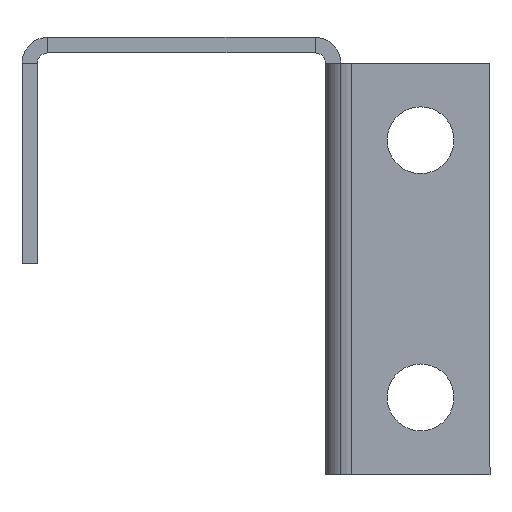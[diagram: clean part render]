
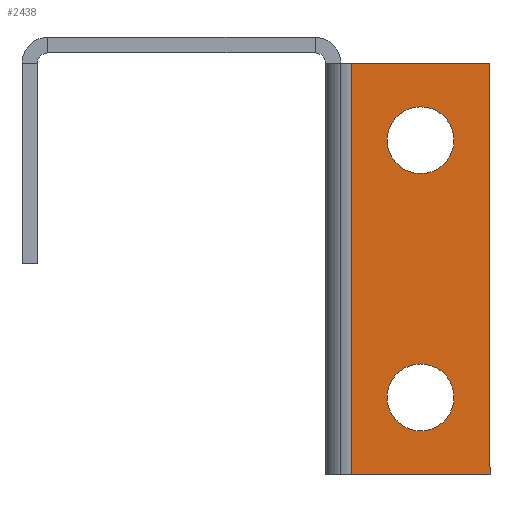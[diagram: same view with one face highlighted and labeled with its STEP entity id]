
A CAD part, left-side view. The second image highlights one B-rep face of the part: STEP entity #2438.
In plain terms, the highlighted planar face has unit normal (-1, 0, 0).
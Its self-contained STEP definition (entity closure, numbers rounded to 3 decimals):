
#23 = EDGE_CURVE ( 'NONE', #2689, #1231, #6049, .T. ) ;
#166 = FACE_BOUND ( 'NONE', #2630, .T. ) ;
#299 = ORIENTED_EDGE ( 'NONE', *, *, #5880, .F. ) ;
#385 = EDGE_CURVE ( 'NONE', #1836, #891, #4744, .T. ) ;
#578 = VERTEX_POINT ( 'NONE', #4254 ) ;
#605 = DIRECTION ( 'NONE',  ( 0., 0., 1. ) ) ;
#833 = VECTOR ( 'NONE', #4883, 1000. ) ;
#878 = CARTESIAN_POINT ( 'NONE',  ( -926.5, -42., -10. ) ) ;
#891 = VERTEX_POINT ( 'NONE', #1962 ) ;
#1090 = EDGE_CURVE ( 'NONE', #1231, #2689, #4856, .T. ) ;
#1151 = ORIENTED_EDGE ( 'NONE', *, *, #1739, .T. ) ;
#1154 = AXIS2_PLACEMENT_3D ( 'NONE', #1373, #4613, #4137 ) ;
#1231 = VERTEX_POINT ( 'NONE', #3502 ) ;
#1342 = VECTOR ( 'NONE', #5452, 1000. ) ;
#1373 = CARTESIAN_POINT ( 'NONE',  ( -926.5, -38.75, -10. ) ) ;
#1496 = CARTESIAN_POINT ( 'NONE',  ( -926.5, -32., -2.5 ) ) ;
#1686 = DIRECTION ( 'NONE',  ( 0., -1., 0. ) ) ;
#1739 = EDGE_CURVE ( 'NONE', #3918, #4981, #5992, .T. ) ;
#1772 = EDGE_LOOP ( 'NONE', ( #299, #2732, #3428, #1151 ) ) ;
#1836 = VERTEX_POINT ( 'NONE', #878 ) ;
#1961 = CARTESIAN_POINT ( 'NONE',  ( -926.5, -45.5, -2.5 ) ) ;
#1962 = CARTESIAN_POINT ( 'NONE',  ( -926.5, -35.5, -10. ) ) ;
#1973 = DIRECTION ( 'NONE',  ( 0., 0., 1. ) ) ;
#2053 = FACE_BOUND ( 'NONE', #4953, .T. ) ;
#2132 = CARTESIAN_POINT ( 'NONE',  ( -926.5, 0., -2.5 ) ) ;
#2241 = AXIS2_PLACEMENT_3D ( 'NONE', #5243, #3860, #3770 ) ;
#2244 = AXIS2_PLACEMENT_3D ( 'NONE', #5501, #5532, #3150 ) ;
#2438 = ADVANCED_FACE ( 'NONE', ( #2053, #166, #3898 ), #4878, .F. ) ;
#2495 = EDGE_CURVE ( 'NONE', #578, #3918, #4334, .T. ) ;
#2517 = DIRECTION ( 'NONE',  ( 0., 0., -1. ) ) ;
#2630 = EDGE_LOOP ( 'NONE', ( #4540, #4446 ) ) ;
#2651 = CARTESIAN_POINT ( 'NONE',  ( -926.5, -32., -42.5 ) ) ;
#2689 = VERTEX_POINT ( 'NONE', #3705 ) ;
#2732 = ORIENTED_EDGE ( 'NONE', *, *, #3966, .T. ) ;
#2959 = LINE ( 'NONE', #5347, #833 ) ;
#2983 = CARTESIAN_POINT ( 'NONE',  ( -926.5, -45.5, 0. ) ) ;
#3150 = DIRECTION ( 'NONE',  ( 0., -1., 0. ) ) ;
#3344 = AXIS2_PLACEMENT_3D ( 'NONE', #3591, #4068, #1686 ) ;
#3379 = VERTEX_POINT ( 'NONE', #2651 ) ;
#3428 = ORIENTED_EDGE ( 'NONE', *, *, #2495, .T. ) ;
#3502 = CARTESIAN_POINT ( 'NONE',  ( -926.5, -35.5, -35. ) ) ;
#3591 = CARTESIAN_POINT ( 'NONE',  ( -926.5, -38.75, -35. ) ) ;
#3705 = CARTESIAN_POINT ( 'NONE',  ( -926.5, -42., -35. ) ) ;
#3770 = DIRECTION ( 'NONE',  ( 0., -1., 0. ) ) ;
#3860 = DIRECTION ( 'NONE',  ( -1., 0., 0. ) ) ;
#3898 = FACE_OUTER_BOUND ( 'NONE', #1772, .T. ) ;
#3918 = VERTEX_POINT ( 'NONE', #1961 ) ;
#3928 = DIRECTION ( 'NONE',  ( 1., 0., 0. ) ) ;
#3966 = EDGE_CURVE ( 'NONE', #3379, #578, #2959, .T. ) ;
#4068 = DIRECTION ( 'NONE',  ( -1., 0., 0. ) ) ;
#4137 = DIRECTION ( 'NONE',  ( 0., -1., 0. ) ) ;
#4228 = VECTOR ( 'NONE', #605, 1000. ) ;
#4254 = CARTESIAN_POINT ( 'NONE',  ( -926.5, -45.5, -42.5 ) ) ;
#4295 = EDGE_CURVE ( 'NONE', #891, #1836, #4646, .T. ) ;
#4334 = LINE ( 'NONE', #2983, #4228 ) ;
#4446 = ORIENTED_EDGE ( 'NONE', *, *, #4295, .F. ) ;
#4540 = ORIENTED_EDGE ( 'NONE', *, *, #385, .F. ) ;
#4613 = DIRECTION ( 'NONE',  ( -1., 0., 0. ) ) ;
#4646 = CIRCLE ( 'NONE', #2241, 3.25 ) ;
#4744 = CIRCLE ( 'NONE', #1154, 3.25 ) ;
#4856 = CIRCLE ( 'NONE', #3344, 3.25 ) ;
#4878 = PLANE ( 'NONE',  #4954 ) ;
#4883 = DIRECTION ( 'NONE',  ( 0., -1., 0. ) ) ;
#4953 = EDGE_LOOP ( 'NONE', ( #5526, #5211 ) ) ;
#4954 = AXIS2_PLACEMENT_3D ( 'NONE', #5433, #3928, #2517 ) ;
#4981 = VERTEX_POINT ( 'NONE', #5105 ) ;
#5105 = CARTESIAN_POINT ( 'NONE',  ( -926.5, -32., -2.5 ) ) ;
#5211 = ORIENTED_EDGE ( 'NONE', *, *, #1090, .F. ) ;
#5224 = VECTOR ( 'NONE', #1973, 1000. ) ;
#5243 = CARTESIAN_POINT ( 'NONE',  ( -926.5, -38.75, -10. ) ) ;
#5347 = CARTESIAN_POINT ( 'NONE',  ( -926.5, 0., -42.5 ) ) ;
#5433 = CARTESIAN_POINT ( 'NONE',  ( -926.5, 0., 0. ) ) ;
#5452 = DIRECTION ( 'NONE',  ( 0., 1., 0. ) ) ;
#5501 = CARTESIAN_POINT ( 'NONE',  ( -926.5, -38.75, -35. ) ) ;
#5526 = ORIENTED_EDGE ( 'NONE', *, *, #23, .F. ) ;
#5532 = DIRECTION ( 'NONE',  ( -1., 0., 0. ) ) ;
#5767 = LINE ( 'NONE', #1496, #5224 ) ;
#5880 = EDGE_CURVE ( 'NONE', #3379, #4981, #5767, .T. ) ;
#5992 = LINE ( 'NONE', #2132, #1342 ) ;
#6049 = CIRCLE ( 'NONE', #2244, 3.25 ) ;
